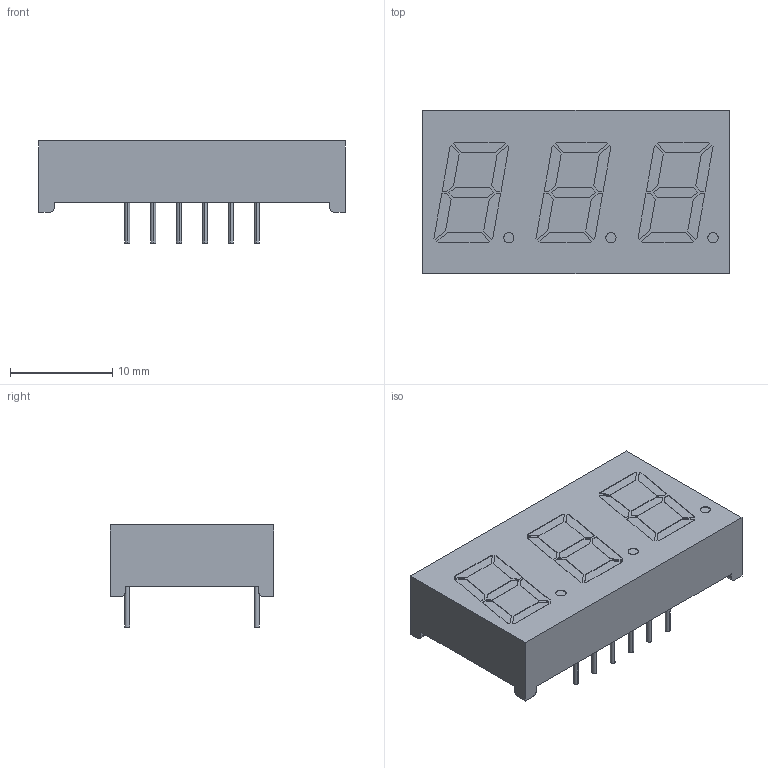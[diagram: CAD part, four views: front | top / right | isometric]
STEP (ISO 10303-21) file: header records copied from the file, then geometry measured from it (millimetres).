
FILE_DESCRIPTION (( 'STEP AP214' ), '1' );
FILE_NAME ('User Library-4031AH.STEP', '2020-03-28T08:41:29', ( '' ), ( '' ), 'SwSTEP 2.0', 'SolidWorks 2019', '' );
FILE_SCHEMA (( 'AUTOMOTIVE_DESIGN' ));
Length unit declared in the file: millimetre
Products named in the file (1): User Library-4031AH
Bounding box: 30 x 16 x 10 mm (x, y, z)
Volume: 2888.7 mm3; surface area: 1623.9 mm2
Topology: 1 solids, 1 shells, 226 faces, 564 edges, 376 vertices
Faces by surface type: plane 188, cylinder 38
Entity records: 7732 total; most frequent: CARTESIAN_POINT 1167, ORIENTED_EDGE 1128, DIRECTION 1094, EDGE_CURVE 564, LINE 488, VECTOR 488, VERTEX_POINT 376, AXIS2_PLACEMENT_3D 303
